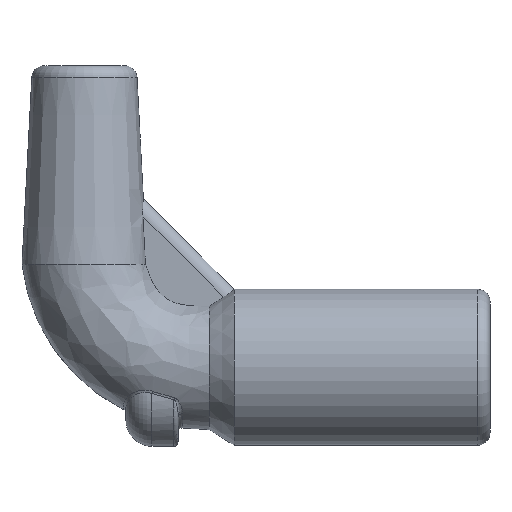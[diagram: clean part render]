
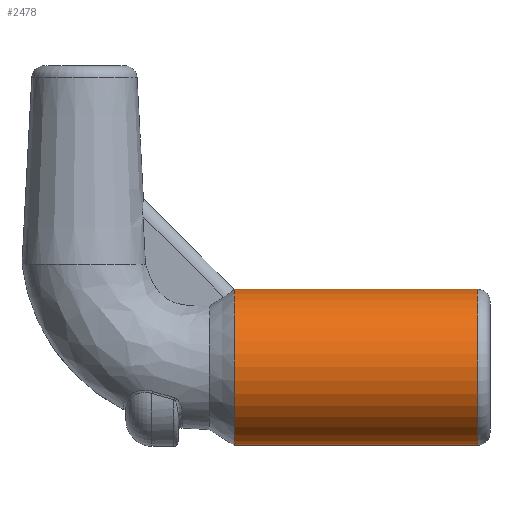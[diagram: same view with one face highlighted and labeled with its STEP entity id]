
A CAD part, front view. The second image highlights one B-rep face of the part: STEP entity #2478.
In plain terms, the highlighted cylindrical face has radius 9.525 mm (diameter 19.05 mm), a partial arc.
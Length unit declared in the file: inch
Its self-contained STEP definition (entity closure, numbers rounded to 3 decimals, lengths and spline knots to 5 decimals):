
#53 = ORIENTED_EDGE ( 'NONE', *, *, #134, .T. ) ;
#56 = VERTEX_POINT ( 'NONE', #2470 ) ;
#134 = EDGE_CURVE ( 'NONE', #1227, #522, #2074, .T. ) ;
#152 = DIRECTION ( 'NONE',  ( 0., 0., 1. ) ) ;
#190 = CARTESIAN_POINT ( 'NONE',  ( -1.23, 0., 0. ) ) ;
#284 = ORIENTED_EDGE ( 'NONE', *, *, #1945, .F. ) ;
#344 = LINE ( 'NONE', #1271, #2059 ) ;
#375 = CYLINDRICAL_SURFACE ( 'NONE', #988, 0.375 ) ;
#515 = CARTESIAN_POINT ( 'NONE',  ( -0.06, 0., 0. ) ) ;
#522 = VERTEX_POINT ( 'NONE', #1369 ) ;
#830 = EDGE_CURVE ( 'NONE', #2025, #1227, #2856, .T. ) ;
#920 = DIRECTION ( 'NONE',  ( -1., 0., 0. ) ) ;
#988 = AXIS2_PLACEMENT_3D ( 'NONE', #1304, #2227, #152 ) ;
#1116 = DIRECTION ( 'NONE',  ( -1., 0., 0. ) ) ;
#1227 = VERTEX_POINT ( 'NONE', #2867 ) ;
#1271 = CARTESIAN_POINT ( 'NONE',  ( 0.5992, 0., -0.375 ) ) ;
#1304 = CARTESIAN_POINT ( 'NONE',  ( 0.5992, 0., 0. ) ) ;
#1369 = CARTESIAN_POINT ( 'NONE',  ( -1.23, 0., 0.375 ) ) ;
#1447 = DIRECTION ( 'NONE',  ( -1., 0., 0. ) ) ;
#1569 = AXIS2_PLACEMENT_3D ( 'NONE', #515, #1447, #2362 ) ;
#1655 = VECTOR ( 'NONE', #920, 39.37008 ) ;
#1679 = EDGE_CURVE ( 'NONE', #56, #522, #2530, .T. ) ;
#1874 = ORIENTED_EDGE ( 'NONE', *, *, #1679, .F. ) ;
#1910 = EDGE_LOOP ( 'NONE', ( #284, #2784, #53, #1874 ) ) ;
#1945 = EDGE_CURVE ( 'NONE', #2025, #56, #344, .T. ) ;
#2025 = VERTEX_POINT ( 'NONE', #2906 ) ;
#2034 = DIRECTION ( 'NONE',  ( 0., 0., 1. ) ) ;
#2059 = VECTOR ( 'NONE', #2196, 39.37008 ) ;
#2074 = LINE ( 'NONE', #2973, #1655 ) ;
#2196 = DIRECTION ( 'NONE',  ( -1., 0., 0. ) ) ;
#2227 = DIRECTION ( 'NONE',  ( -1., 0., 0. ) ) ;
#2362 = DIRECTION ( 'NONE',  ( 0., 0., 1. ) ) ;
#2446 = FACE_OUTER_BOUND ( 'NONE', #1910, .T. ) ;
#2470 = CARTESIAN_POINT ( 'NONE',  ( -1.23, 0., -0.375 ) ) ;
#2478 = ADVANCED_FACE ( 'NONE', ( #2446 ), #375, .T. ) ;
#2530 = CIRCLE ( 'NONE', #2861, 0.375 ) ;
#2784 = ORIENTED_EDGE ( 'NONE', *, *, #830, .T. ) ;
#2856 = CIRCLE ( 'NONE', #1569, 0.375 ) ;
#2861 = AXIS2_PLACEMENT_3D ( 'NONE', #190, #1116, #2034 ) ;
#2867 = CARTESIAN_POINT ( 'NONE',  ( -0.06, 0., 0.375 ) ) ;
#2906 = CARTESIAN_POINT ( 'NONE',  ( -0.06, 0., -0.375 ) ) ;
#2973 = CARTESIAN_POINT ( 'NONE',  ( 0.5992, 0., 0.375 ) ) ;
